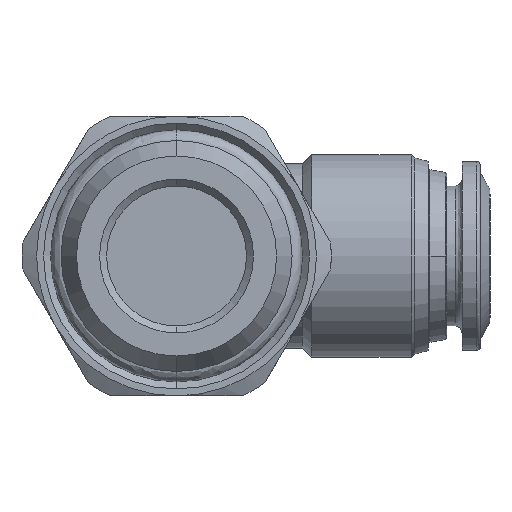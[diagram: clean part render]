
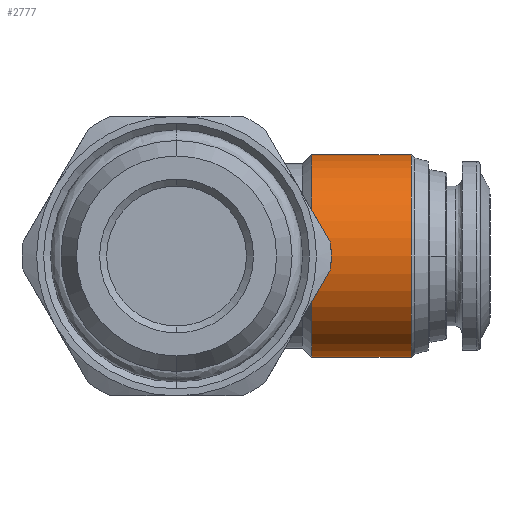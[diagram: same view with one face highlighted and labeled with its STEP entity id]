
A CAD part, front view. The second image highlights one B-rep face of the part: STEP entity #2777.
In plain terms, the highlighted cylindrical face has radius 7.25 mm (diameter 14.5 mm), a partial arc.
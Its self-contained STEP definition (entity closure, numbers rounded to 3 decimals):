
#123 = VECTOR ( 'NONE', #1799, 1000. ) ;
#179 = DIRECTION ( 'NONE',  ( 0., 0., 1. ) ) ;
#259 = VERTEX_POINT ( 'NONE', #4025 ) ;
#320 = CARTESIAN_POINT ( 'NONE',  ( 16.768, 0., 7.25 ) ) ;
#383 = VERTEX_POINT ( 'NONE', #5650 ) ;
#440 = EDGE_CURVE ( 'NONE', #3419, #259, #754, .T. ) ;
#516 = EDGE_CURVE ( 'NONE', #383, #5412, #4008, .T. ) ;
#546 = AXIS2_PLACEMENT_3D ( 'NONE', #3043, #5931, #179 ) ;
#754 = CIRCLE ( 'NONE', #2631, 7.25 ) ;
#1106 = VECTOR ( 'NONE', #1855, 1000. ) ;
#1193 = LINE ( 'NONE', #3742, #123 ) ;
#1454 = ORIENTED_EDGE ( 'NONE', *, *, #1819, .F. ) ;
#1543 = ORIENTED_EDGE ( 'NONE', *, *, #1812, .T. ) ;
#1592 = CARTESIAN_POINT ( 'NONE',  ( 9.65, 0., -7.25 ) ) ;
#1799 = DIRECTION ( 'NONE',  ( -1., 0., 0. ) ) ;
#1812 = EDGE_CURVE ( 'NONE', #5412, #259, #6138, .T. ) ;
#1819 = EDGE_CURVE ( 'NONE', #383, #3419, #1193, .T. ) ;
#1855 = DIRECTION ( 'NONE',  ( -1., 0., 0. ) ) ;
#2276 = DIRECTION ( 'NONE',  ( -1., 0., 0. ) ) ;
#2631 = AXIS2_PLACEMENT_3D ( 'NONE', #5685, #2276, #2747 ) ;
#2747 = DIRECTION ( 'NONE',  ( 0., 0., -1. ) ) ;
#2777 = ADVANCED_FACE ( 'NONE', ( #4560 ), #4842, .T. ) ;
#3043 = CARTESIAN_POINT ( 'NONE',  ( 16.768, 0., 0. ) ) ;
#3367 = ORIENTED_EDGE ( 'NONE', *, *, #516, .T. ) ;
#3419 = VERTEX_POINT ( 'NONE', #1592 ) ;
#3742 = CARTESIAN_POINT ( 'NONE',  ( 16.768, 0., -7.25 ) ) ;
#4008 = CIRCLE ( 'NONE', #5681, 7.25 ) ;
#4025 = CARTESIAN_POINT ( 'NONE',  ( 9.65, 0., 7.25 ) ) ;
#4203 = CARTESIAN_POINT ( 'NONE',  ( 16.768, 0., 7.25 ) ) ;
#4256 = DIRECTION ( 'NONE',  ( 0., 0., 1. ) ) ;
#4560 = FACE_OUTER_BOUND ( 'NONE', #5537, .T. ) ;
#4677 = ORIENTED_EDGE ( 'NONE', *, *, #440, .F. ) ;
#4842 = CYLINDRICAL_SURFACE ( 'NONE', #546, 7.25 ) ;
#5242 = DIRECTION ( 'NONE',  ( -1., 0., 0. ) ) ;
#5279 = CARTESIAN_POINT ( 'NONE',  ( 16.768, 0., 0. ) ) ;
#5412 = VERTEX_POINT ( 'NONE', #4203 ) ;
#5537 = EDGE_LOOP ( 'NONE', ( #1454, #3367, #1543, #4677 ) ) ;
#5650 = CARTESIAN_POINT ( 'NONE',  ( 16.768, 0., -7.25 ) ) ;
#5681 = AXIS2_PLACEMENT_3D ( 'NONE', #5279, #5242, #4256 ) ;
#5685 = CARTESIAN_POINT ( 'NONE',  ( 9.65, 0., 0. ) ) ;
#5931 = DIRECTION ( 'NONE',  ( -1., 0., 0. ) ) ;
#6138 = LINE ( 'NONE', #320, #1106 ) ;
